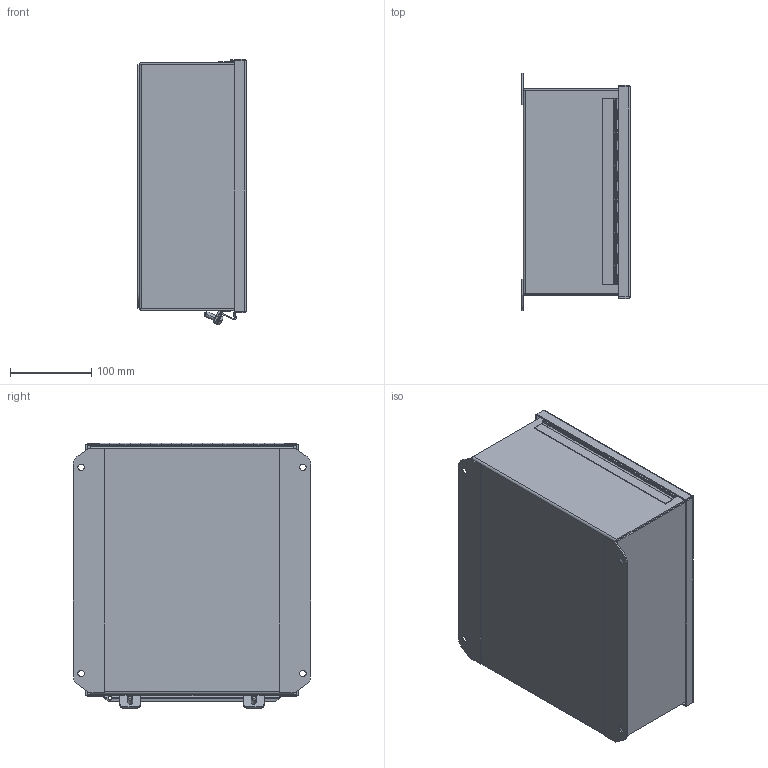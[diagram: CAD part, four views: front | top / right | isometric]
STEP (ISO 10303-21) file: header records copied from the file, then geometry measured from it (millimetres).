
FILE_DESCRIPTION (( 'STEP AP214' ), '1' );
FILE_NAME ('HJ10125HLP.STEP', '2019-09-05T13:36:05', ( '' ), ( '' ), 'SwSTEP 2.0', 'SolidWorks 2018', '' );
FILE_SCHEMA (( 'AUTOMOTIVE_DESIGN' ));
Length unit declared in the file: inch
Products named in the file (1): HJ10125HLP
Bounding box: 133.83 x 292.1 x 327.54 mm (x, y, z)
Volume: 707384.6 mm3; surface area: 780770.8 mm2
Topology: 20 solids, 21 shells, 740 faces, 1865 edges, 1169 vertices
Faces by surface type: plane 398, cylinder 215, bspline 67, cone 52, torus 8
Entity records: 35015 total; most frequent: CARTESIAN_POINT 7655, ORIENTED_EDGE 3702, DIRECTION 3513, EDGE_CURVE 1851, LINE 1197, VECTOR 1197, VERTEX_POINT 1169, AXIS2_PLACEMENT_3D 1158
